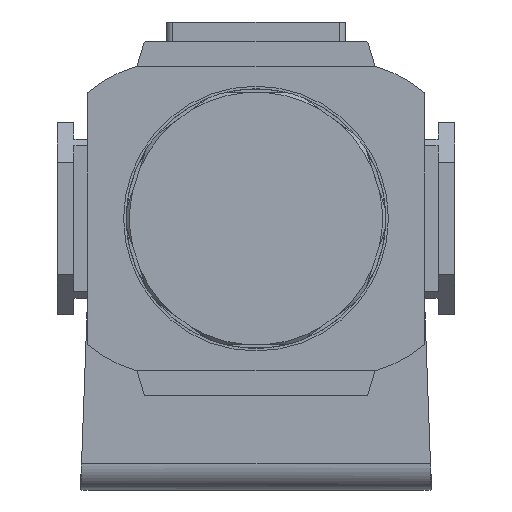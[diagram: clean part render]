
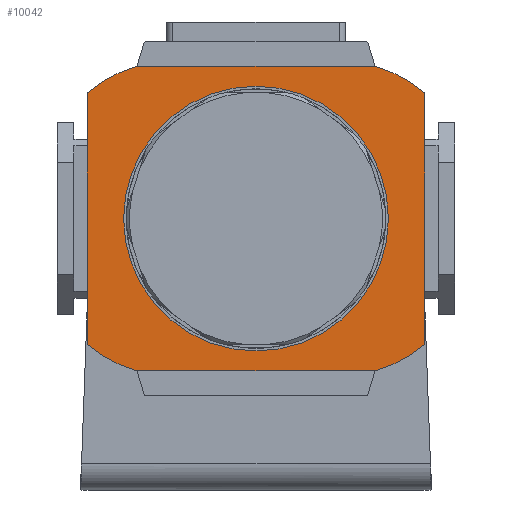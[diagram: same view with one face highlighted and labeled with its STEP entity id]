
A CAD part, front view. The second image highlights one B-rep face of the part: STEP entity #10042.
In plain terms, the highlighted planar face has unit normal (0, -1, 0).
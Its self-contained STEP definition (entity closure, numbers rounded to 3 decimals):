
#10 = CIRCLE ( 'NONE', #9122, 19.9 ) ;
#124 = ORIENTED_EDGE ( 'NONE', *, *, #8639, .F. ) ;
#365 = VERTEX_POINT ( 'NONE', #2879 ) ;
#584 = DIRECTION ( 'NONE',  ( 0., -1., 0. ) ) ;
#1795 = CARTESIAN_POINT ( 'NONE',  ( 25.5, -21., 19. ) ) ;
#1830 = CARTESIAN_POINT ( 'NONE',  ( -18.001, -21., 23. ) ) ;
#2359 = VECTOR ( 'NONE', #12960, 1000. ) ;
#2771 = LINE ( 'NONE', #10650, #14342 ) ;
#2798 = FACE_OUTER_BOUND ( 'NONE', #6972, .T. ) ;
#2879 = CARTESIAN_POINT ( 'NONE',  ( -25.5, -21., 19. ) ) ;
#2908 = ORIENTED_EDGE ( 'NONE', *, *, #7018, .F. ) ;
#3230 = EDGE_CURVE ( 'NONE', #12290, #11835, #4654, .T. ) ;
#3399 = CIRCLE ( 'NONE', #6484, 19.9 ) ;
#3489 = CARTESIAN_POINT ( 'NONE',  ( 12.601, -21., -3.847 ) ) ;
#4061 = CARTESIAN_POINT ( 'NONE',  ( -12.601, -21., -3.847 ) ) ;
#4080 = DIRECTION ( 'NONE',  ( 0., 0., -1. ) ) ;
#4445 = ORIENTED_EDGE ( 'NONE', *, *, #10964, .T. ) ;
#4449 = ORIENTED_EDGE ( 'NONE', *, *, #9310, .T. ) ;
#4654 = CIRCLE ( 'NONE', #13620, 19.9 ) ;
#4675 = DIRECTION ( 'NONE',  ( 1., 0., 0. ) ) ;
#4790 = DIRECTION ( 'NONE',  ( 0., 1., 0. ) ) ;
#4816 = ORIENTED_EDGE ( 'NONE', *, *, #3230, .F. ) ;
#4893 = DIRECTION ( 'NONE',  ( -1., 0., 0. ) ) ;
#4991 = DIRECTION ( 'NONE',  ( 0., 0., -1. ) ) ;
#5255 = DIRECTION ( 'NONE',  ( -1., 0., 0. ) ) ;
#5382 = CIRCLE ( 'NONE', #9532, 19.9 ) ;
#5687 = ORIENTED_EDGE ( 'NONE', *, *, #7485, .T. ) ;
#5806 = VERTEX_POINT ( 'NONE', #1795 ) ;
#5823 = LINE ( 'NONE', #9494, #2359 ) ;
#5911 = VECTOR ( 'NONE', #4991, 1000. ) ;
#6047 = CARTESIAN_POINT ( 'NONE',  ( 25.5, -21., -19. ) ) ;
#6484 = AXIS2_PLACEMENT_3D ( 'NONE', #7617, #584, #8761 ) ;
#6872 = DIRECTION ( 'NONE',  ( 0., 1., 0. ) ) ;
#6972 = EDGE_LOOP ( 'NONE', ( #4816, #15009, #14051, #2908, #124, #4445, #4449, #5687 ) ) ;
#7018 = EDGE_CURVE ( 'NONE', #5806, #13724, #12421, .T. ) ;
#7485 = EDGE_CURVE ( 'NONE', #365, #11835, #12763, .T. ) ;
#7617 = CARTESIAN_POINT ( 'NONE',  ( -12.601, -21., 3.847 ) ) ;
#7977 = AXIS2_PLACEMENT_3D ( 'NONE', #13782, #6872, #14910 ) ;
#8027 = CARTESIAN_POINT ( 'NONE',  ( -25.5, -21., -19. ) ) ;
#8263 = VERTEX_POINT ( 'NONE', #9841 ) ;
#8639 = EDGE_CURVE ( 'NONE', #8263, #5806, #10, .T. ) ;
#8761 = DIRECTION ( 'NONE',  ( -1., 0., 0. ) ) ;
#9008 = VECTOR ( 'NONE', #4080, 1000. ) ;
#9122 = AXIS2_PLACEMENT_3D ( 'NONE', #11707, #4790, #12867 ) ;
#9310 = EDGE_CURVE ( 'NONE', #13368, #365, #3399, .T. ) ;
#9494 = CARTESIAN_POINT ( 'NONE',  ( 25.5, -21., -23. ) ) ;
#9532 = AXIS2_PLACEMENT_3D ( 'NONE', #3489, #11584, #4675 ) ;
#9841 = CARTESIAN_POINT ( 'NONE',  ( 18.001, -21., 23. ) ) ;
#9863 = CARTESIAN_POINT ( 'NONE',  ( 18.001, -21., -23. ) ) ;
#10042 = ADVANCED_FACE ( 'NONE', ( #2798 ), #11439, .F. ) ;
#10403 = CARTESIAN_POINT ( 'NONE',  ( -18.001, -21., -23. ) ) ;
#10650 = CARTESIAN_POINT ( 'NONE',  ( 25.5, -21., 23. ) ) ;
#10800 = CARTESIAN_POINT ( 'NONE',  ( -25.5, -21., 26.7 ) ) ;
#10964 = EDGE_CURVE ( 'NONE', #8263, #13368, #2771, .T. ) ;
#11439 = PLANE ( 'NONE',  #7977 ) ;
#11584 = DIRECTION ( 'NONE',  ( 0., -1., 0. ) ) ;
#11707 = CARTESIAN_POINT ( 'NONE',  ( 12.601, -21., 3.847 ) ) ;
#11835 = VERTEX_POINT ( 'NONE', #8027 ) ;
#12155 = DIRECTION ( 'NONE',  ( 0., 1., 0. ) ) ;
#12290 = VERTEX_POINT ( 'NONE', #10403 ) ;
#12413 = EDGE_CURVE ( 'NONE', #12290, #13143, #5823, .T. ) ;
#12421 = LINE ( 'NONE', #13343, #9008 ) ;
#12763 = LINE ( 'NONE', #10800, #5911 ) ;
#12867 = DIRECTION ( 'NONE',  ( 1., 0., 0. ) ) ;
#12960 = DIRECTION ( 'NONE',  ( 1., 0., 0. ) ) ;
#13143 = VERTEX_POINT ( 'NONE', #9863 ) ;
#13343 = CARTESIAN_POINT ( 'NONE',  ( 25.5, -21., 26.7 ) ) ;
#13368 = VERTEX_POINT ( 'NONE', #1830 ) ;
#13620 = AXIS2_PLACEMENT_3D ( 'NONE', #4061, #12155, #5255 ) ;
#13724 = VERTEX_POINT ( 'NONE', #6047 ) ;
#13782 = CARTESIAN_POINT ( 'NONE',  ( 25.5, -21., 26.7 ) ) ;
#14051 = ORIENTED_EDGE ( 'NONE', *, *, #14178, .T. ) ;
#14178 = EDGE_CURVE ( 'NONE', #13143, #13724, #5382, .T. ) ;
#14342 = VECTOR ( 'NONE', #4893, 1000. ) ;
#14910 = DIRECTION ( 'NONE',  ( -1., 0., 0. ) ) ;
#15009 = ORIENTED_EDGE ( 'NONE', *, *, #12413, .T. ) ;
